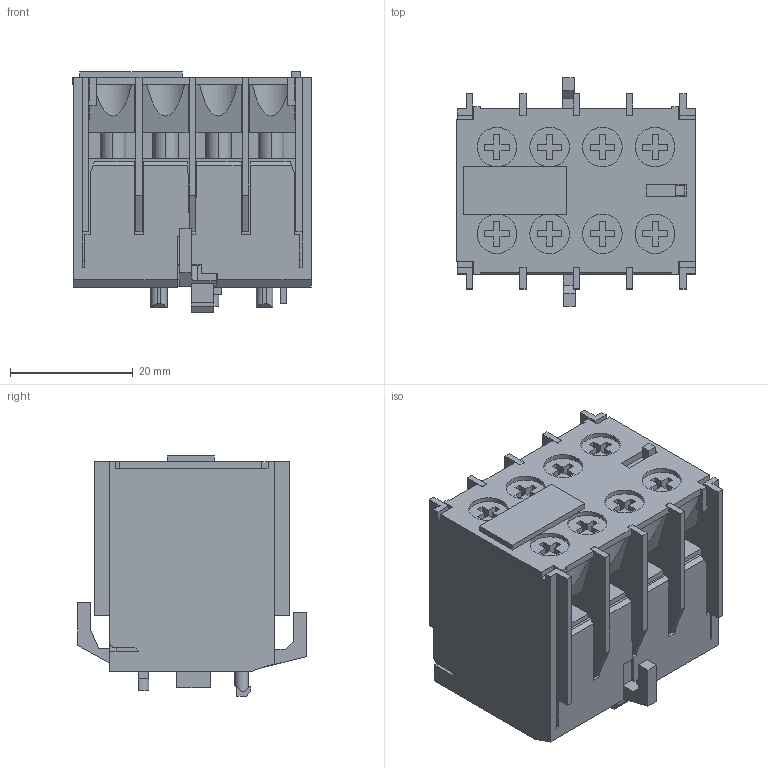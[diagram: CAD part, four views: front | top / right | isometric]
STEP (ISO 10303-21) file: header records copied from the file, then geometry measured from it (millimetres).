
FILE_DESCRIPTION((''),'2;1');
FILE_NAME('SB105165_3D_COLOUR','2013-09-03T',('SESA231906'),('Schneider-Electric'),'PRO/ENGINEER BY PARAMETRIC TECHNOLOGY CORPORATION, 2011410','PRO/ENGINEER BY PARAMETRIC TECHNOLOGY CORPORATION, 2011410','');
FILE_SCHEMA(('CONFIG_CONTROL_DESIGN'));
Length unit declared in the file: millimetre
Products named in the file (1): SB105165_3D_COLOUR
Bounding box: 38.9 x 37.3 x 39.3 mm (x, y, z)
Volume: 29726.1 mm3; surface area: 17883.5 mm2
Topology: 2 solids, 2 shells, 700 faces, 2054 edges, 1364 vertices
Faces by surface type: plane 621, cylinder 79
Entity records: 23142 total; most frequent: CARTESIAN_POINT 4288, ORIENTED_EDGE 4108, DIRECTION 3621, EDGE_CURVE 2054, VECTOR 1845, LINE 1845, VERTEX_POINT 1364, AXIS2_PLACEMENT_3D 888
